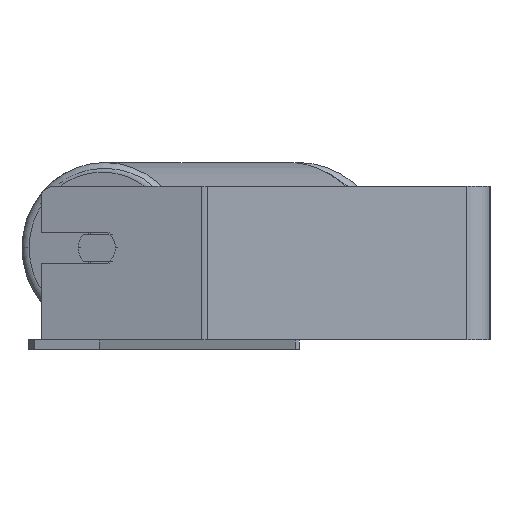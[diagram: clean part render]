
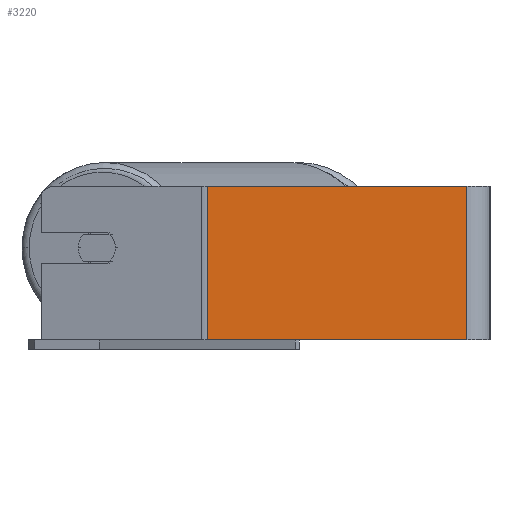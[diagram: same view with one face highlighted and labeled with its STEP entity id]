
A CAD part, left-side view. The second image highlights one B-rep face of the part: STEP entity #3220.
In plain terms, the highlighted planar face has unit normal (-1, 0, 0).
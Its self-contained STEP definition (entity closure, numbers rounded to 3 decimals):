
#73 = CARTESIAN_POINT ( 'NONE',  ( -620., 12., 40. ) ) ;
#272 = EDGE_CURVE ( 'NONE', #1028, #3049, #1335, .T. ) ;
#469 = ORIENTED_EDGE ( 'NONE', *, *, #5976, .F. ) ;
#560 = LINE ( 'NONE', #2726, #1746 ) ;
#990 = DIRECTION ( 'NONE',  ( 0., 0., -1. ) ) ;
#1005 = ORIENTED_EDGE ( 'NONE', *, *, #3956, .T. ) ;
#1028 = VERTEX_POINT ( 'NONE', #8061 ) ;
#1143 = EDGE_CURVE ( 'NONE', #1028, #6727, #4481, .T. ) ;
#1335 = LINE ( 'NONE', #3807, #6344 ) ;
#1690 = ORIENTED_EDGE ( 'NONE', *, *, #272, .F. ) ;
#1746 = VECTOR ( 'NONE', #3372, 1000. ) ;
#1985 = CARTESIAN_POINT ( 'NONE',  ( -620., 12., -40. ) ) ;
#2143 = DIRECTION ( 'NONE',  ( 0., -1., 0. ) ) ;
#2230 = CARTESIAN_POINT ( 'NONE',  ( -620., 149.054, 40. ) ) ;
#2311 = FACE_OUTER_BOUND ( 'NONE', #7728, .T. ) ;
#2400 = DIRECTION ( 'NONE',  ( 0., 0., -1. ) ) ;
#2554 = CARTESIAN_POINT ( 'NONE',  ( -620., 147.474, -40. ) ) ;
#2726 = CARTESIAN_POINT ( 'NONE',  ( -620., 12., 40. ) ) ;
#3049 = VERTEX_POINT ( 'NONE', #73 ) ;
#3107 = CARTESIAN_POINT ( 'NONE',  ( -620., 147.474, 40. ) ) ;
#3220 = ADVANCED_FACE ( 'NONE', ( #2311 ), #5148, .F. ) ;
#3372 = DIRECTION ( 'NONE',  ( 0., 0., -1. ) ) ;
#3483 = VECTOR ( 'NONE', #4947, 1000. ) ;
#3807 = CARTESIAN_POINT ( 'NONE',  ( -620., 149.054, 40. ) ) ;
#3956 = EDGE_CURVE ( 'NONE', #6727, #6297, #9002, .T. ) ;
#4376 = DIRECTION ( 'NONE',  ( 1., 0., 0. ) ) ;
#4481 = LINE ( 'NONE', #3107, #5201 ) ;
#4947 = DIRECTION ( 'NONE',  ( 0., -1., 0. ) ) ;
#5148 = PLANE ( 'NONE',  #8255 ) ;
#5201 = VECTOR ( 'NONE', #990, 1000. ) ;
#5882 = ORIENTED_EDGE ( 'NONE', *, *, #1143, .T. ) ;
#5976 = EDGE_CURVE ( 'NONE', #3049, #6297, #560, .T. ) ;
#6297 = VERTEX_POINT ( 'NONE', #1985 ) ;
#6344 = VECTOR ( 'NONE', #2143, 1000. ) ;
#6724 = CARTESIAN_POINT ( 'NONE',  ( -620., 149.054, -40. ) ) ;
#6727 = VERTEX_POINT ( 'NONE', #2554 ) ;
#7728 = EDGE_LOOP ( 'NONE', ( #1005, #469, #1690, #5882 ) ) ;
#8061 = CARTESIAN_POINT ( 'NONE',  ( -620., 147.474, 40. ) ) ;
#8255 = AXIS2_PLACEMENT_3D ( 'NONE', #2230, #4376, #2400 ) ;
#9002 = LINE ( 'NONE', #6724, #3483 ) ;
